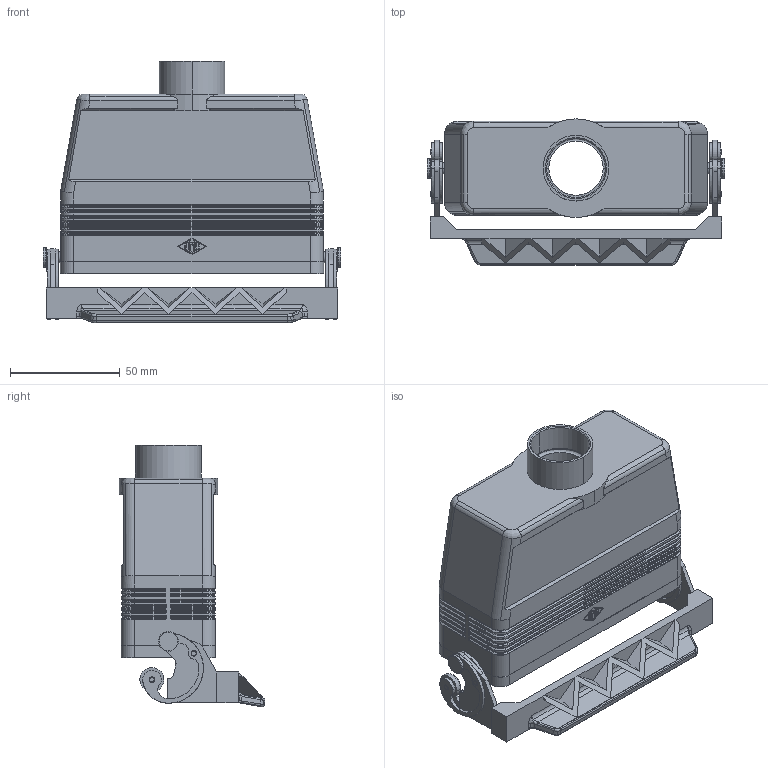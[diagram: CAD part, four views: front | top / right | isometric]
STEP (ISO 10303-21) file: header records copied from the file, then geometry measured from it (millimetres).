
FILE_DESCRIPTION((''),'2;1');
FILE_NAME('CMAV 16 LG21.stp','2006-12-21T11:08:42',('gembarski'),(''),'Autodesk Inventor 7','Autodesk Inventor 7','');
FILE_SCHEMA(('AUTOMOTIVE_DESIGN { 1 0 10303 214 1 1 1 1 }'));
Length unit declared in the file: millimetre
Products named in the file (1): CMAV 16 LG21
Bounding box: 136 x 66.59 x 119.37 mm (x, y, z)
Volume: 125338.6 mm3; surface area: 74469.2 mm2
Topology: 1 solids, 3 shells, 960 faces, 2386 edges, 1446 vertices
Faces by surface type: cylinder 324, bspline 313, plane 235, torus 60, cone 28
Entity records: 34193 total; most frequent: CARTESIAN_POINT 11678, DIRECTION 4790, ORIENTED_EDGE 4744, EDGE_CURVE 2372, AXIS2_PLACEMENT_3D 1794, VERTEX_POINT 1446, VECTOR 1202, LINE 1202
